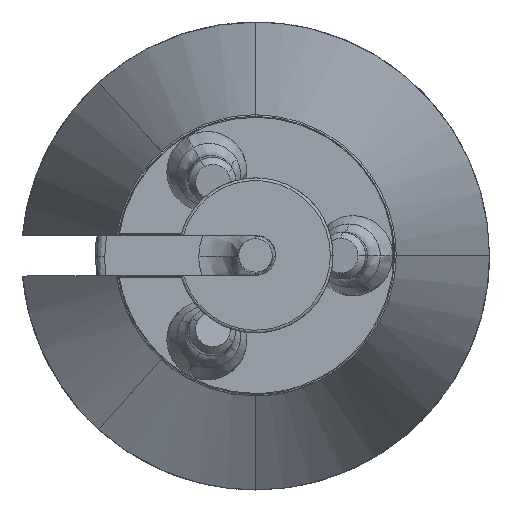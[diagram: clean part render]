
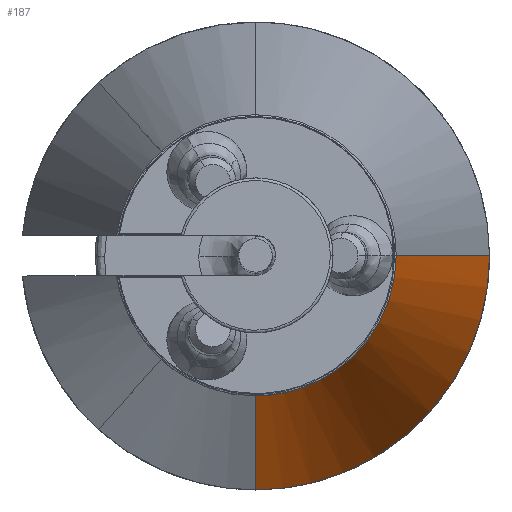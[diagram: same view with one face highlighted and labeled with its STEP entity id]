
A CAD part, top view. The second image highlights one B-rep face of the part: STEP entity #187.
In plain terms, the highlighted free-form (B-spline) face has degree [2, 1] with [3, 2] control points.
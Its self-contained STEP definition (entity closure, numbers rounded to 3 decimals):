
#187=ADVANCED_FACE($,(#391),#2507,.T.);
#391=FACE_OUTER_BOUND($,#602,.T.);
#602=EDGE_LOOP($,(#1326,#1327,#1328,#1329));
#1326=ORIENTED_EDGE($,*,*,#1936,.T.);
#1327=ORIENTED_EDGE($,*,*,#1919,.F.);
#1328=ORIENTED_EDGE($,*,*,#1948,.F.);
#1329=ORIENTED_EDGE($,*,*,#1934,.F.);
#1919=EDGE_CURVE($,#2256,#2257,#2934,.T.);
#1934=EDGE_CURVE($,#2272,#2269,#2946,.T.);
#1936=EDGE_CURVE($,#2272,#2257,#2948,.T.);
#1948=EDGE_CURVE($,#2269,#2256,#2957,.T.);
#2256=VERTEX_POINT($,#7256);
#2257=VERTEX_POINT($,#7257);
#2269=VERTEX_POINT($,#7269);
#2272=VERTEX_POINT($,#7272);
#2507=(
BOUNDED_SURFACE()
B_SPLINE_SURFACE(2,1,((#6937,#6938),(#6939,#6940),(#6941,#6942)),.UNSPECIFIED.,
.F.,.F.,.F.)
B_SPLINE_SURFACE_WITH_KNOTS((3,3),(2,2),(146.62,293.241),
(407.224,677.334),.UNSPECIFIED.)
GEOMETRIC_REPRESENTATION_ITEM()
RATIONAL_B_SPLINE_SURFACE(((1.,1.),(0.707,
0.707),(1.,1.)))
REPRESENTATION_ITEM($)
SURFACE()
);
#2934=(
BOUNDED_CURVE()
B_SPLINE_CURVE(1,(#6242,#6243),.UNSPECIFIED.,.F.,.F.)
B_SPLINE_CURVE_WITH_KNOTS((2,2),(-677.334,-407.224),.UNSPECIFIED.)
CURVE()
GEOMETRIC_REPRESENTATION_ITEM()
RATIONAL_B_SPLINE_CURVE((1.,1.))
REPRESENTATION_ITEM($)
);
#2946=(
BOUNDED_CURVE()
B_SPLINE_CURVE(1,(#6297,#6298),.UNSPECIFIED.,.F.,.F.)
B_SPLINE_CURVE_WITH_KNOTS((2,2),(407.224,677.334),.UNSPECIFIED.)
CURVE()
GEOMETRIC_REPRESENTATION_ITEM()
RATIONAL_B_SPLINE_CURVE((1.,1.))
REPRESENTATION_ITEM($)
);
#2948=(
BOUNDED_CURVE()
B_SPLINE_CURVE(2,(#6301,#6302,#6303),.UNSPECIFIED.,.F.,.F.)
B_SPLINE_CURVE_WITH_KNOTS((3,3),(165.406,330.813),.UNSPECIFIED.)
CURVE()
GEOMETRIC_REPRESENTATION_ITEM()
RATIONAL_B_SPLINE_CURVE((1.,0.707,1.))
REPRESENTATION_ITEM($)
);
#2957=(
BOUNDED_CURVE()
B_SPLINE_CURVE(2,(#6348,#6349,#6350),.UNSPECIFIED.,.F.,.F.)
B_SPLINE_CURVE_WITH_KNOTS((3,3),(-275.119,0.),.UNSPECIFIED.)
CURVE()
GEOMETRIC_REPRESENTATION_ITEM()
RATIONAL_B_SPLINE_CURVE((1.,0.707,1.))
REPRESENTATION_ITEM($)
);
#6242=CARTESIAN_POINT($,(-0.001,-175.142,314.294));
#6243=CARTESIAN_POINT($,(-0.001,-105.296,575.217));
#6297=CARTESIAN_POINT($,(105.3,0.005,575.217));
#6298=CARTESIAN_POINT($,(175.146,0.005,314.294));
#6301=CARTESIAN_POINT($,(105.3,0.005,575.217));
#6302=CARTESIAN_POINT($,(105.3,-105.296,575.217));
#6303=CARTESIAN_POINT($,(-0.001,-105.296,575.217));
#6348=CARTESIAN_POINT($,(175.146,0.005,314.294));
#6349=CARTESIAN_POINT($,(175.146,-175.142,314.294));
#6350=CARTESIAN_POINT($,(-0.001,-175.142,314.294));
#6937=CARTESIAN_POINT($,(105.3,0.005,575.217));
#6938=CARTESIAN_POINT($,(175.146,0.005,314.294));
#6939=CARTESIAN_POINT($,(105.3,-105.296,575.217));
#6940=CARTESIAN_POINT($,(175.146,-175.142,314.294));
#6941=CARTESIAN_POINT($,(-0.001,-105.296,575.217));
#6942=CARTESIAN_POINT($,(-0.001,-175.142,314.294));
#7256=CARTESIAN_POINT($,(-0.001,-175.142,314.294));
#7257=CARTESIAN_POINT($,(-0.001,-105.296,575.217));
#7269=CARTESIAN_POINT($,(175.146,0.005,314.294));
#7272=CARTESIAN_POINT($,(105.3,0.005,575.217));
